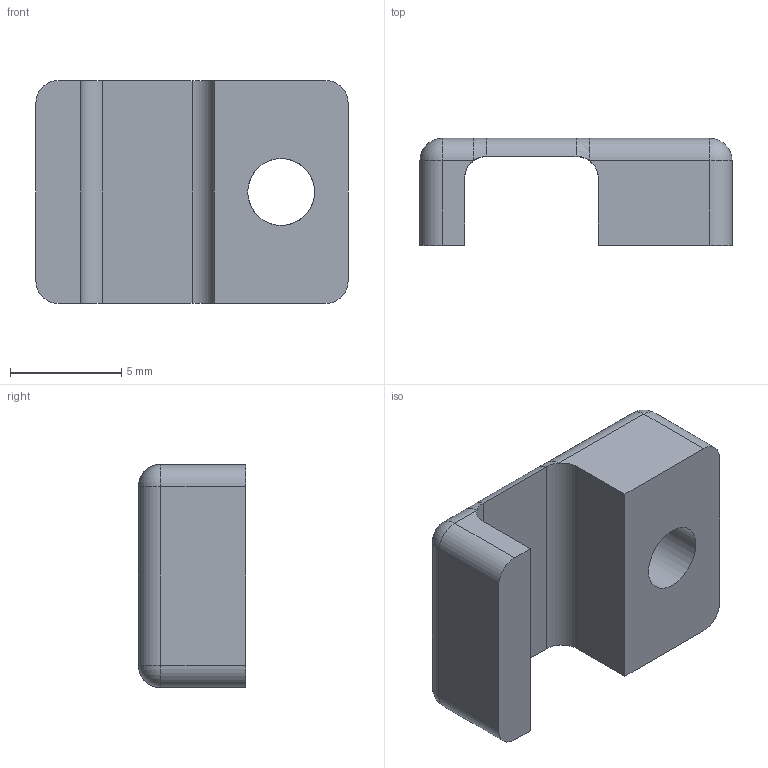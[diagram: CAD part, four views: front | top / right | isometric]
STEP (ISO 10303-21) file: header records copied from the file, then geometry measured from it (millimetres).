
FILE_DESCRIPTION(('FreeCAD Model'),'2;1');
FILE_NAME('Open CASCADE Shape Model','2021-09-25T05:58:23',('Author'),( ''),'Open CASCADE STEP processor 7.4','FreeCAD','Unknown');
FILE_SCHEMA(('AUTOMOTIVE_DESIGN { 1 0 10303 214 1 1 1 1 }'));
Length unit declared in the file: millimetre
Products named in the file (1): Chamfer
Bounding box: 14 x 4.8 x 10 mm (x, y, z)
Volume: 383 mm3; surface area: 531.3 mm2
Topology: 1 solids, 1 shells, 38 faces, 92 edges, 51 vertices
Faces by surface type: cylinder 13, plane 12, bspline 7, sphere 4, cone 2
Full cylindrical faces by diameter (mm): 3 x1
Entity records: 2388 total; most frequent: CARTESIAN_POINT 716, DIRECTION 278, ORIENTED_EDGE 176, PCURVE 176, DEFINITIONAL_REPRESENTATION 176, LINE 153, VECTOR 153, EDGE_CURVE 88
